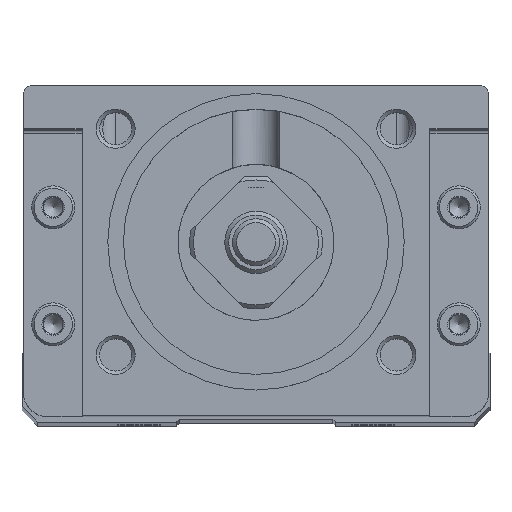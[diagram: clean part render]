
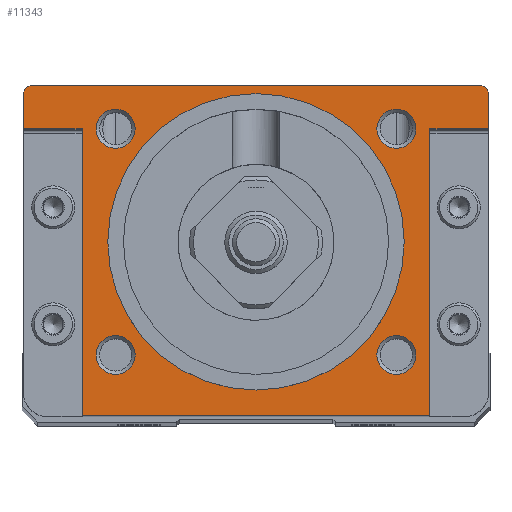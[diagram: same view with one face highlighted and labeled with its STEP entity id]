
A CAD part, top view. The second image highlights one B-rep face of the part: STEP entity #11343.
In plain terms, the highlighted face is planar.
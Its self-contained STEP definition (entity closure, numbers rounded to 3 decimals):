
#360=PLANE('',#12128);
#565=CIRCLE('',#11689,1.);
#569=CIRCLE('',#11697,1.);
#730=CIRCLE('',#12127,19.);
#731=CIRCLE('',#12129,2.5);
#732=CIRCLE('',#12130,2.5);
#733=CIRCLE('',#12131,2.5);
#734=CIRCLE('',#12132,2.5);
#2392=ORIENTED_EDGE('',*,*,#3568,.T.);
#2393=ORIENTED_EDGE('',*,*,#3564,.T.);
#2394=ORIENTED_EDGE('',*,*,#3559,.T.);
#2395=ORIENTED_EDGE('',*,*,#3853,.F.);
#2396=ORIENTED_EDGE('',*,*,#3849,.F.);
#2397=ORIENTED_EDGE('',*,*,#3374,.T.);
#2398=ORIENTED_EDGE('',*,*,#3840,.T.);
#2399=ORIENTED_EDGE('',*,*,#3844,.T.);
#2400=ORIENTED_EDGE('',*,*,#3553,.T.);
#2401=ORIENTED_EDGE('',*,*,#3550,.T.);
#2402=ORIENTED_EDGE('',*,*,#4011,.T.);
#2403=ORIENTED_EDGE('',*,*,#4012,.T.);
#2404=ORIENTED_EDGE('',*,*,#4013,.T.);
#2405=ORIENTED_EDGE('',*,*,#4014,.T.);
#2406=ORIENTED_EDGE('',*,*,#4010,.T.);
#3374=EDGE_CURVE('',#4538,#4539,#5309,.T.);
#3550=EDGE_CURVE('',#4658,#4659,#565,.F.);
#3553=EDGE_CURVE('',#4660,#4658,#5453,.T.);
#3559=EDGE_CURVE('',#4664,#4665,#5457,.T.);
#3564=EDGE_CURVE('',#4668,#4664,#569,.F.);
#3568=EDGE_CURVE('',#4659,#4668,#5462,.T.);
#3840=EDGE_CURVE('',#4539,#4851,#5620,.T.);
#3844=EDGE_CURVE('',#4851,#4660,#5623,.T.);
#3849=EDGE_CURVE('',#4538,#4856,#5626,.T.);
#3853=EDGE_CURVE('',#4856,#4665,#5629,.T.);
#4010=EDGE_CURVE('',#4962,#4962,#730,.T.);
#4011=EDGE_CURVE('',#4963,#4963,#731,.T.);
#4012=EDGE_CURVE('',#4964,#4964,#732,.T.);
#4013=EDGE_CURVE('',#4965,#4965,#733,.T.);
#4014=EDGE_CURVE('',#4966,#4966,#734,.T.);
#4538=VERTEX_POINT('',#15359);
#4539=VERTEX_POINT('',#15360);
#4658=VERTEX_POINT('',#15701);
#4659=VERTEX_POINT('',#15702);
#4660=VERTEX_POINT('',#15707);
#4664=VERTEX_POINT('',#15719);
#4665=VERTEX_POINT('',#15720);
#4668=VERTEX_POINT('',#15729);
#4851=VERTEX_POINT('',#16468);
#4856=VERTEX_POINT('',#16486);
#4962=VERTEX_POINT('',#16882);
#4963=VERTEX_POINT('',#16885);
#4964=VERTEX_POINT('',#16887);
#4965=VERTEX_POINT('',#16889);
#4966=VERTEX_POINT('',#16891);
#5309=LINE('',#15358,#6092);
#5453=LINE('',#15706,#6236);
#5457=LINE('',#15718,#6240);
#5462=LINE('',#15736,#6245);
#5620=LINE('',#16467,#6403);
#5623=LINE('',#16475,#6406);
#5626=LINE('',#16485,#6409);
#5629=LINE('',#16493,#6412);
#6092=VECTOR('',#12560,1000.);
#6236=VECTOR('',#12868,1000.);
#6240=VECTOR('',#12880,1000.);
#6245=VECTOR('',#12897,1000.);
#6403=VECTOR('',#13481,1000.);
#6406=VECTOR('',#13488,1000.);
#6409=VECTOR('',#13501,1000.);
#6412=VECTOR('',#13508,1000.);
#7305=EDGE_LOOP('',(#2392,#2393,#2394,#2395,#2396,#2397,#2398,#2399,#2400,
#2401));
#7306=EDGE_LOOP('',(#2402));
#7307=EDGE_LOOP('',(#2403));
#7308=EDGE_LOOP('',(#2404));
#7309=EDGE_LOOP('',(#2405));
#7310=EDGE_LOOP('',(#2406));
#8053=FACE_BOUND('',#7305,.T.);
#8054=FACE_BOUND('',#7306,.T.);
#8055=FACE_BOUND('',#7307,.T.);
#8056=FACE_BOUND('',#7308,.T.);
#8057=FACE_BOUND('',#7309,.T.);
#8058=FACE_BOUND('',#7310,.T.);
#11343=ADVANCED_FACE('',(#8053,#8054,#8055,#8056,#8057,#8058),#360,.F.);
#11689=AXIS2_PLACEMENT_3D('',#15700,#12862,#12863);
#11697=AXIS2_PLACEMENT_3D('',#15728,#12888,#12889);
#12127=AXIS2_PLACEMENT_3D('',#16881,#13997,#13998);
#12128=AXIS2_PLACEMENT_3D('',#16883,#13999,#14000);
#12129=AXIS2_PLACEMENT_3D('',#16884,#14001,#14002);
#12130=AXIS2_PLACEMENT_3D('',#16886,#14003,#14004);
#12131=AXIS2_PLACEMENT_3D('',#16888,#14005,#14006);
#12132=AXIS2_PLACEMENT_3D('',#16890,#14007,#14008);
#12560=DIRECTION('',(0.,0.,1.));
#12862=DIRECTION('',(1.,0.,0.));
#12863=DIRECTION('',(0.,0.,-1.));
#12868=DIRECTION('',(0.,1.,0.));
#12880=DIRECTION('',(0.,-1.,0.));
#12888=DIRECTION('',(1.,0.,0.));
#12889=DIRECTION('',(0.,0.,-1.));
#12897=DIRECTION('',(0.,0.,-1.));
#13481=DIRECTION('',(0.,1.,0.));
#13488=DIRECTION('',(0.,0.,1.));
#13501=DIRECTION('',(0.,1.,0.));
#13508=DIRECTION('',(0.,0.,-1.));
#13997=DIRECTION('',(1.,0.,0.));
#13998=DIRECTION('',(0.,0.,-1.));
#13999=DIRECTION('',(1.,0.,0.));
#14000=DIRECTION('',(0.,0.,-1.));
#14001=DIRECTION('',(1.,0.,0.));
#14002=DIRECTION('',(0.,0.,-1.));
#14003=DIRECTION('',(1.,0.,0.));
#14004=DIRECTION('',(0.,0.,-1.));
#14005=DIRECTION('',(1.,0.,0.));
#14006=DIRECTION('',(0.,0.,-1.));
#14007=DIRECTION('',(1.,0.,0.));
#14008=DIRECTION('',(0.,0.,-1.));
#15358=CARTESIAN_POINT('',(-58.,-22.3,26.8));
#15359=CARTESIAN_POINT('',(-58.,-22.3,-22.3));
#15360=CARTESIAN_POINT('',(-58.,-22.3,22.3));
#15700=CARTESIAN_POINT('',(-58.,19.,28.8));
#15701=CARTESIAN_POINT('',(-58.,19.,29.8));
#15702=CARTESIAN_POINT('',(-58.,20.,28.8));
#15706=CARTESIAN_POINT('',(-58.,19.,29.8));
#15707=CARTESIAN_POINT('',(-58.,14.5,29.8));
#15718=CARTESIAN_POINT('',(-58.,-19.3,-29.8));
#15719=CARTESIAN_POINT('',(-58.,19.,-29.8));
#15720=CARTESIAN_POINT('',(-58.,14.5,-29.8));
#15728=CARTESIAN_POINT('',(-58.,19.,-28.8));
#15729=CARTESIAN_POINT('',(-58.,20.,-28.8));
#15736=CARTESIAN_POINT('',(-58.,20.,-28.8));
#16467=CARTESIAN_POINT('',(-58.,14.,22.3));
#16468=CARTESIAN_POINT('',(-58.,14.5,22.3));
#16475=CARTESIAN_POINT('',(-58.,14.5,32.3));
#16485=CARTESIAN_POINT('',(-58.,14.,-22.3));
#16486=CARTESIAN_POINT('',(-58.,14.5,-22.3));
#16493=CARTESIAN_POINT('',(-58.,14.5,-32.3));
#16881=CARTESIAN_POINT('',(-58.,0.,0.));
#16882=CARTESIAN_POINT('',(-58.,0.,-19.));
#16883=CARTESIAN_POINT('',(-58.,19.,0.));
#16884=CARTESIAN_POINT('',(-58.,-14.5,-18.));
#16885=CARTESIAN_POINT('',(-58.,-14.5,-20.5));
#16886=CARTESIAN_POINT('',(-58.,14.5,-18.));
#16887=CARTESIAN_POINT('',(-58.,14.5,-20.5));
#16888=CARTESIAN_POINT('',(-58.,-14.5,18.));
#16889=CARTESIAN_POINT('',(-58.,-14.5,15.5));
#16890=CARTESIAN_POINT('',(-58.,14.5,18.));
#16891=CARTESIAN_POINT('',(-58.,14.5,15.5));
